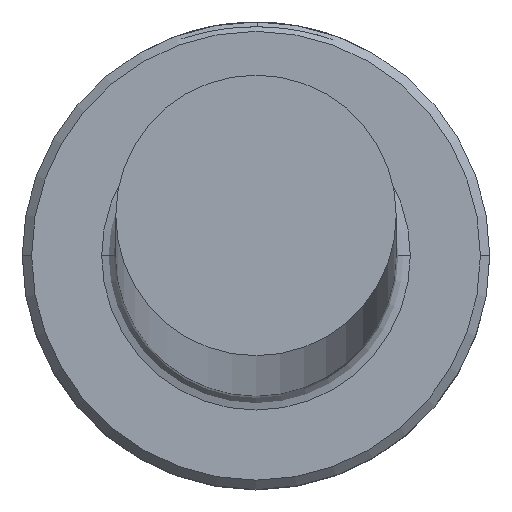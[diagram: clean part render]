
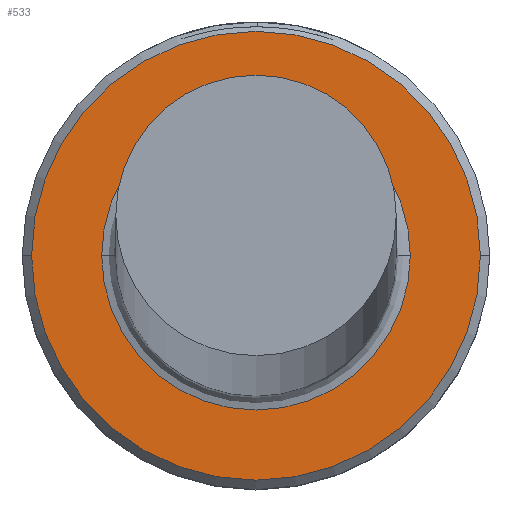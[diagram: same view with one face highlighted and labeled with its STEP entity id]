
A CAD part, top view. The second image highlights one B-rep face of the part: STEP entity #533.
In plain terms, the highlighted planar face has unit normal (0, 0, 1).
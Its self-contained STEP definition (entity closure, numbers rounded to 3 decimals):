
#4 = DIRECTION ( 'NONE',  ( 0., 0., 1. ) ) ;
#15 = CARTESIAN_POINT ( 'NONE',  ( 0., 0., 6. ) ) ;
#64 = CIRCLE ( 'NONE', #614, 3.3 ) ;
#115 = AXIS2_PLACEMENT_3D ( 'NONE', #15, #657, #119 ) ;
#119 = DIRECTION ( 'NONE',  ( 1., 0., 0. ) ) ;
#136 = CIRCLE ( 'NONE', #410, 4.8 ) ;
#174 = DIRECTION ( 'NONE',  ( 0., 0., -1. ) ) ;
#182 = PLANE ( 'NONE',  #1166 ) ;
#194 = CARTESIAN_POINT ( 'NONE',  ( 0., 0., 6. ) ) ;
#220 = FACE_BOUND ( 'NONE', #819, .T. ) ;
#222 = CARTESIAN_POINT ( 'NONE',  ( -4.8, 0., 6. ) ) ;
#232 = DIRECTION ( 'NONE',  ( 1., 0., 0. ) ) ;
#257 = AXIS2_PLACEMENT_3D ( 'NONE', #711, #174, #798 ) ;
#285 = CARTESIAN_POINT ( 'NONE',  ( 0., 0., 6. ) ) ;
#295 = DIRECTION ( 'NONE',  ( -1., 0., 0. ) ) ;
#314 = VERTEX_POINT ( 'NONE', #222 ) ;
#330 = EDGE_CURVE ( 'NONE', #314, #1088, #136, .T. ) ;
#342 = FACE_OUTER_BOUND ( 'NONE', #789, .T. ) ;
#401 = CARTESIAN_POINT ( 'NONE',  ( 4.8, 0., 6. ) ) ;
#410 = AXIS2_PLACEMENT_3D ( 'NONE', #930, #4, #232 ) ;
#444 = DIRECTION ( 'NONE',  ( 1., 0., 0. ) ) ;
#447 = ORIENTED_EDGE ( 'NONE', *, *, #1101, .T. ) ;
#533 = ADVANCED_FACE ( 'NONE', ( #342, #220 ), #182, .T. ) ;
#556 = VERTEX_POINT ( 'NONE', #871 ) ;
#584 = ORIENTED_EDGE ( 'NONE', *, *, #330, .T. ) ;
#614 = AXIS2_PLACEMENT_3D ( 'NONE', #194, #810, #295 ) ;
#615 = EDGE_CURVE ( 'NONE', #556, #726, #1170, .T. ) ;
#622 = CIRCLE ( 'NONE', #115, 4.8 ) ;
#657 = DIRECTION ( 'NONE',  ( 0., 0., 1. ) ) ;
#711 = CARTESIAN_POINT ( 'NONE',  ( 0., 0., 6. ) ) ;
#726 = VERTEX_POINT ( 'NONE', #1079 ) ;
#731 = EDGE_CURVE ( 'NONE', #726, #556, #64, .T. ) ;
#789 = EDGE_LOOP ( 'NONE', ( #584, #447 ) ) ;
#798 = DIRECTION ( 'NONE',  ( -1., 0., 0. ) ) ;
#810 = DIRECTION ( 'NONE',  ( 0., 0., -1. ) ) ;
#817 = ORIENTED_EDGE ( 'NONE', *, *, #731, .T. ) ;
#819 = EDGE_LOOP ( 'NONE', ( #912, #817 ) ) ;
#871 = CARTESIAN_POINT ( 'NONE',  ( -3.3, 0., 6. ) ) ;
#912 = ORIENTED_EDGE ( 'NONE', *, *, #615, .T. ) ;
#930 = CARTESIAN_POINT ( 'NONE',  ( 0., 0., 6. ) ) ;
#956 = DIRECTION ( 'NONE',  ( 0., 0., 1. ) ) ;
#1079 = CARTESIAN_POINT ( 'NONE',  ( 3.3, 0., 6. ) ) ;
#1088 = VERTEX_POINT ( 'NONE', #401 ) ;
#1101 = EDGE_CURVE ( 'NONE', #1088, #314, #622, .T. ) ;
#1166 = AXIS2_PLACEMENT_3D ( 'NONE', #285, #956, #444 ) ;
#1170 = CIRCLE ( 'NONE', #257, 3.3 ) ;
